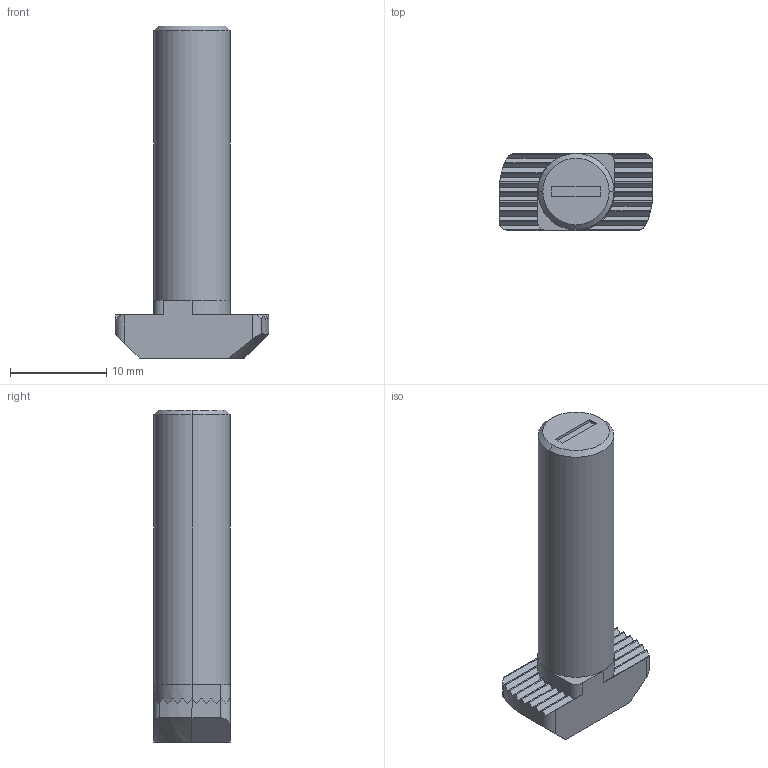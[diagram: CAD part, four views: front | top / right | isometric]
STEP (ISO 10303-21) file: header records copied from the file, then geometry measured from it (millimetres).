
FILE_DESCRIPTION (( 'STEP AP214' ), '1' );
FILE_NAME ('096hk0815m0830.STEP', '2014-08-18T13:43:55', ( '' ), ( '' ), 'SwSTEP 2.0', 'SolidWorks 2014', '' );
FILE_SCHEMA (( 'AUTOMOTIVE_DESIGN' ));
Length unit declared in the file: millimetre
Products named in the file (1): 096hk0815m0830
Bounding box: 16 x 8 x 34.5 mm (x, y, z)
Volume: 1974 mm3; surface area: 1188.2 mm2
Topology: 1 solids, 1 shells, 82 faces, 230 edges, 152 vertices
Faces by surface type: plane 48, cylinder 30, cone 4
Entity records: 2896 total; most frequent: CARTESIAN_POINT 911, ORIENTED_EDGE 460, DIRECTION 350, EDGE_CURVE 230, VERTEX_POINT 152, LINE 124, VECTOR 124, AXIS2_PLACEMENT_3D 113
